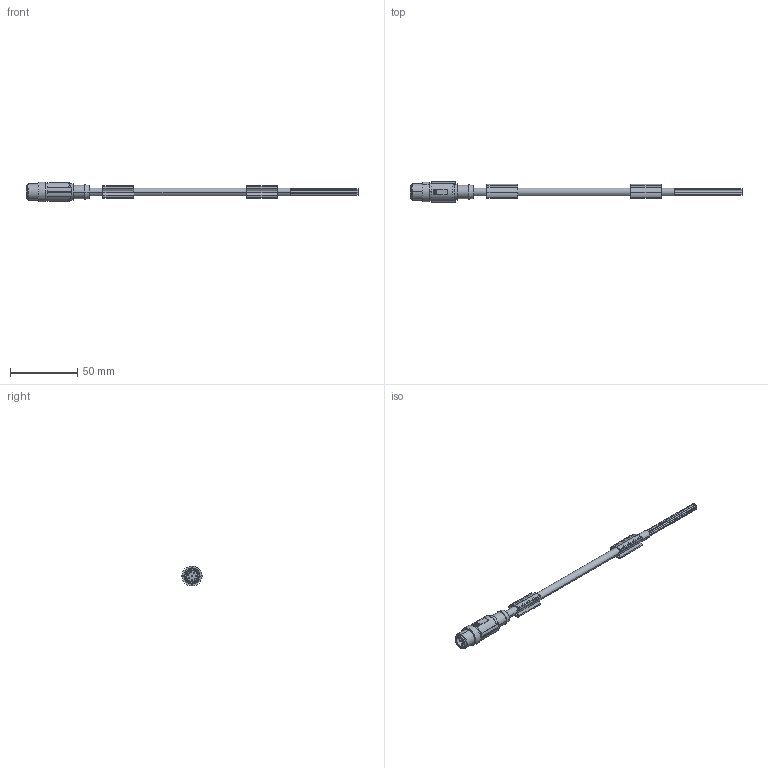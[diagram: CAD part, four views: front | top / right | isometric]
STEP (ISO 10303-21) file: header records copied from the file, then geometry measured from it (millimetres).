
FILE_DESCRIPTION(('HOOPS Exchange Step'),'2;1');
FILE_NAME('export-EEA32623-C439-4F1B-9E2B-2E65D47812D9.stp','2022-12-03T14:44:11+01:00',('Engineering'),('Alibre'),'HOOPS Exchange 2021.0','Alibre','Unknown authorisation');
FILE_SCHEMA( ('AP242_MANAGED_MODEL_BASED_3D_ENGINEERING_MIM_LF {1 0 10303 442 1 1 4 }') );
Length unit declared in the file: millimetre
Products named in the file (2): 4878-1 M12 8 Pole Cable L=1500mm MALE Shielded with Openend; 4878 M12 8 Pole Cable L=1500mm MALE Shielded with Openend
Assembly tree (1 placements, depth 2):
  4878 M12 8 Pole Cable L=1500mm MALE Shielded with Openend
    4878-1 M12 8 Pole Cable L=1500mm MALE Shielded with Openend
Bounding box: 247.3 x 15 x 14.77 mm (x, y, z)
Volume: 11110.9 mm3; surface area: 9789.8 mm2
Topology: 1 solids, 1 shells, 296 faces, 792 edges, 528 vertices
Faces by surface type: cylinder 138, plane 109, bspline 36, cone 9, torus 4
Entity records: 11542 total; most frequent: CARTESIAN_POINT 3734, ORIENTED_EDGE 1584, DIRECTION 1535, EDGE_CURVE 792, AXIS2_PLACEMENT_3D 580, VERTEX_POINT 528, VECTOR 375, LINE 375
